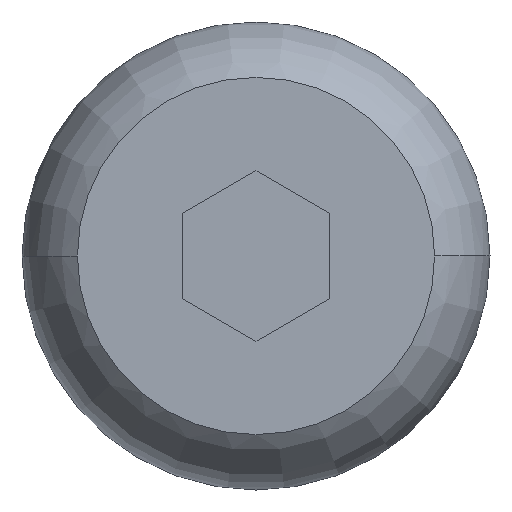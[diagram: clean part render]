
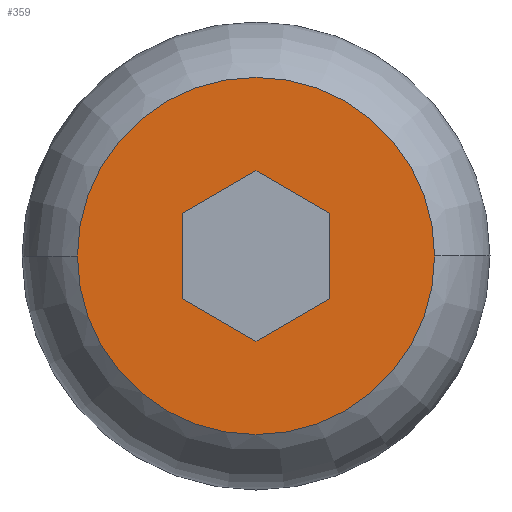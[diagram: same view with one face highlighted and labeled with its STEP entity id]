
A CAD part, left-side view. The second image highlights one B-rep face of the part: STEP entity #359.
In plain terms, the highlighted planar face has unit normal (-1, 0, 0).
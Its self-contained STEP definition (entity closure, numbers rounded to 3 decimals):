
#29 = DIRECTION ( 'NONE',  ( 1., 0., 0. ) ) ;
#36 = LINE ( 'NONE', #247, #381 ) ;
#53 = AXIS2_PLACEMENT_3D ( 'NONE', #464, #29, #291 ) ;
#84 = ORIENTED_EDGE ( 'NONE', *, *, #428, .F. ) ;
#90 = DIRECTION ( 'NONE',  ( 0., 0.866, 0.5 ) ) ;
#94 = LINE ( 'NONE', #358, #283 ) ;
#119 = CIRCLE ( 'NONE', #132, 3.625 ) ;
#124 = DIRECTION ( 'NONE',  ( 0., -1., 0. ) ) ;
#132 = AXIS2_PLACEMENT_3D ( 'NONE', #143, #351, #558 ) ;
#136 = CARTESIAN_POINT ( 'NONE',  ( 0., 3.625, 0. ) ) ;
#143 = CARTESIAN_POINT ( 'NONE',  ( 0., 0., 0. ) ) ;
#146 = VERTEX_POINT ( 'NONE', #444 ) ;
#147 = VECTOR ( 'NONE', #410, 1000. ) ;
#173 = CARTESIAN_POINT ( 'NONE',  ( 0., 0., -1.732 ) ) ;
#177 = EDGE_CURVE ( 'NONE', #355, #463, #498, .T. ) ;
#180 = ORIENTED_EDGE ( 'NONE', *, *, #480, .F. ) ;
#190 = DIRECTION ( 'NONE',  ( 0., -0.866, 0.5 ) ) ;
#197 = VERTEX_POINT ( 'NONE', #136 ) ;
#198 = LINE ( 'NONE', #302, #254 ) ;
#202 = LINE ( 'NONE', #461, #147 ) ;
#213 = EDGE_CURVE ( 'NONE', #357, #146, #242, .T. ) ;
#226 = EDGE_CURVE ( 'NONE', #403, #290, #36, .T. ) ;
#242 = LINE ( 'NONE', #651, #667 ) ;
#243 = VECTOR ( 'NONE', #90, 1000. ) ;
#247 = CARTESIAN_POINT ( 'NONE',  ( 0., 1.5, 0.866 ) ) ;
#254 = VECTOR ( 'NONE', #294, 1000. ) ;
#271 = FACE_BOUND ( 'NONE', #489, .T. ) ;
#280 = PLANE ( 'NONE',  #493 ) ;
#283 = VECTOR ( 'NONE', #398, 1000. ) ;
#287 = EDGE_LOOP ( 'NONE', ( #84, #561 ) ) ;
#290 = VERTEX_POINT ( 'NONE', #616 ) ;
#291 = DIRECTION ( 'NONE',  ( 0., 1., 0. ) ) ;
#294 = DIRECTION ( 'NONE',  ( 0., 0.866, -0.5 ) ) ;
#301 = ORIENTED_EDGE ( 'NONE', *, *, #549, .F. ) ;
#302 = CARTESIAN_POINT ( 'NONE',  ( 0., 0., 1.732 ) ) ;
#351 = DIRECTION ( 'NONE',  ( 1., 0., 0. ) ) ;
#354 = CIRCLE ( 'NONE', #53, 3.625 ) ;
#355 = VERTEX_POINT ( 'NONE', #532 ) ;
#357 = VERTEX_POINT ( 'NONE', #173 ) ;
#358 = CARTESIAN_POINT ( 'NONE',  ( 0., -1.5, -0.866 ) ) ;
#359 = ADVANCED_FACE ( 'NONE', ( #271, #546 ), #280, .T. ) ;
#367 = CARTESIAN_POINT ( 'NONE',  ( 0., -3.625, 0. ) ) ;
#381 = VECTOR ( 'NONE', #459, 1000. ) ;
#389 = CARTESIAN_POINT ( 'NONE',  ( 0., 1.5, 0.866 ) ) ;
#392 = ORIENTED_EDGE ( 'NONE', *, *, #213, .F. ) ;
#398 = DIRECTION ( 'NONE',  ( 0., 0., 1. ) ) ;
#403 = VERTEX_POINT ( 'NONE', #389 ) ;
#410 = DIRECTION ( 'NONE',  ( 0., -0.866, -0.5 ) ) ;
#411 = ORIENTED_EDGE ( 'NONE', *, *, #226, .F. ) ;
#428 = EDGE_CURVE ( 'NONE', #197, #615, #354, .T. ) ;
#429 = DIRECTION ( 'NONE',  ( -1., 0., 0. ) ) ;
#444 = CARTESIAN_POINT ( 'NONE',  ( 0., -1.5, -0.866 ) ) ;
#456 = EDGE_CURVE ( 'NONE', #146, #355, #94, .T. ) ;
#459 = DIRECTION ( 'NONE',  ( 0., 0., -1. ) ) ;
#461 = CARTESIAN_POINT ( 'NONE',  ( 0., 1.5, -0.866 ) ) ;
#463 = VERTEX_POINT ( 'NONE', #601 ) ;
#464 = CARTESIAN_POINT ( 'NONE',  ( 0., 0., 0. ) ) ;
#480 = EDGE_CURVE ( 'NONE', #463, #403, #198, .T. ) ;
#481 = CARTESIAN_POINT ( 'NONE',  ( 0., 0., 0. ) ) ;
#489 = EDGE_LOOP ( 'NONE', ( #180, #573, #563, #392, #301, #411 ) ) ;
#493 = AXIS2_PLACEMENT_3D ( 'NONE', #481, #429, #124 ) ;
#498 = LINE ( 'NONE', #556, #243 ) ;
#511 = EDGE_CURVE ( 'NONE', #615, #197, #119, .T. ) ;
#532 = CARTESIAN_POINT ( 'NONE',  ( 0., -1.5, 0.866 ) ) ;
#546 = FACE_OUTER_BOUND ( 'NONE', #287, .T. ) ;
#549 = EDGE_CURVE ( 'NONE', #290, #357, #202, .T. ) ;
#556 = CARTESIAN_POINT ( 'NONE',  ( 0., -1.5, 0.866 ) ) ;
#558 = DIRECTION ( 'NONE',  ( 0., 1., 0. ) ) ;
#561 = ORIENTED_EDGE ( 'NONE', *, *, #511, .F. ) ;
#563 = ORIENTED_EDGE ( 'NONE', *, *, #456, .F. ) ;
#573 = ORIENTED_EDGE ( 'NONE', *, *, #177, .F. ) ;
#601 = CARTESIAN_POINT ( 'NONE',  ( 0., 0., 1.732 ) ) ;
#615 = VERTEX_POINT ( 'NONE', #367 ) ;
#616 = CARTESIAN_POINT ( 'NONE',  ( 0., 1.5, -0.866 ) ) ;
#651 = CARTESIAN_POINT ( 'NONE',  ( 0., 0., -1.732 ) ) ;
#667 = VECTOR ( 'NONE', #190, 1000. ) ;
